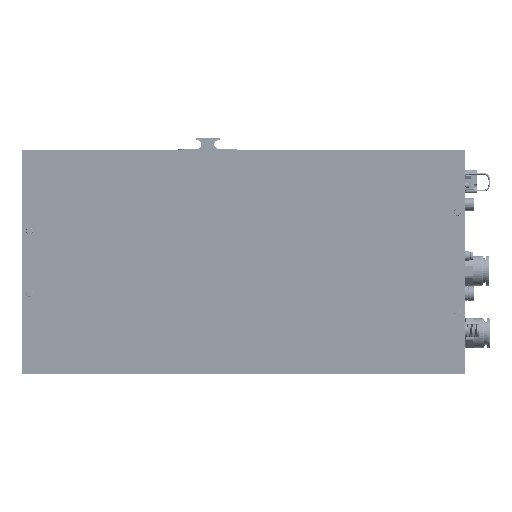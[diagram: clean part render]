
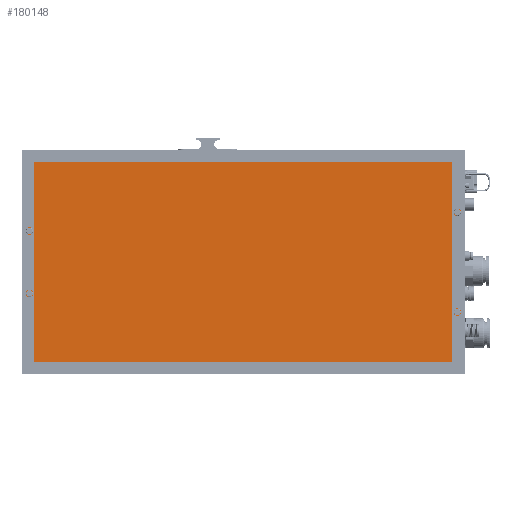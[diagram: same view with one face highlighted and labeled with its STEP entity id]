
A CAD part, left-side view. The second image highlights one B-rep face of the part: STEP entity #180148.
In plain terms, the highlighted planar face has unit normal (-1, 0, 0).
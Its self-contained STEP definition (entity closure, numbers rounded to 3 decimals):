
#7462=VECTOR('',#105778,1.);
#7466=VECTOR('',#105784,1.);
#7469=VECTOR('',#105789,1.);
#7472=VECTOR('',#105794,1.);
#7475=VECTOR('',#105799,1.);
#7478=VECTOR('',#105804,1.);
#7481=VECTOR('',#105809,1.);
#7484=VECTOR('',#105814,1.);
#7487=VECTOR('',#105819,1.);
#7490=VECTOR('',#105824,1.);
#7492=VECTOR('',#105828,1.);
#7495=VECTOR('',#105833,1.);
#7496=VECTOR('',#105834,1.);
#7497=VECTOR('',#105835,1.);
#7498=VECTOR('',#105836,1.);
#7499=VECTOR('',#105837,1.);
#7500=VECTOR('',#105838,1.);
#7501=VECTOR('',#105839,1.);
#7502=VECTOR('',#105840,1.);
#7503=VECTOR('',#105841,1.);
#7504=VECTOR('',#105842,1.);
#7505=VECTOR('',#105843,1.);
#13539=LINE('',#159504,#7462);
#13543=LINE('',#159511,#7466);
#13546=LINE('',#159517,#7469);
#13549=LINE('',#159523,#7472);
#13552=LINE('',#159529,#7475);
#13555=LINE('',#159535,#7478);
#13558=LINE('',#159541,#7481);
#13561=LINE('',#159547,#7484);
#13564=LINE('',#159553,#7487);
#13567=LINE('',#159559,#7490);
#13569=LINE('',#159563,#7492);
#13572=LINE('',#159570,#7495);
#13573=LINE('',#159572,#7496);
#13574=LINE('',#159574,#7497);
#13575=LINE('',#159576,#7498);
#13576=LINE('',#159578,#7499);
#13577=LINE('',#159580,#7500);
#13578=LINE('',#159582,#7501);
#13579=LINE('',#159584,#7502);
#13580=LINE('',#159585,#7503);
#13581=LINE('',#159587,#7504);
#13582=LINE('',#159588,#7505);
#16722=PLANE('',#171843);
#39694=ORIENTED_EDGE('',*,*,#67582,.T.);
#39695=ORIENTED_EDGE('',*,*,#67583,.F.);
#39696=ORIENTED_EDGE('',*,*,#67584,.F.);
#39697=ORIENTED_EDGE('',*,*,#67585,.T.);
#39698=ORIENTED_EDGE('',*,*,#67586,.T.);
#39699=ORIENTED_EDGE('',*,*,#67587,.F.);
#39700=ORIENTED_EDGE('',*,*,#67588,.F.);
#39701=ORIENTED_EDGE('',*,*,#67589,.T.);
#39702=ORIENTED_EDGE('',*,*,#67590,.T.);
#39703=ORIENTED_EDGE('',*,*,#67549,.T.);
#39704=ORIENTED_EDGE('',*,*,#67553,.T.);
#39705=ORIENTED_EDGE('',*,*,#67556,.F.);
#39706=ORIENTED_EDGE('',*,*,#67559,.T.);
#39707=ORIENTED_EDGE('',*,*,#67562,.T.);
#39708=ORIENTED_EDGE('',*,*,#67565,.T.);
#39709=ORIENTED_EDGE('',*,*,#67568,.F.);
#39710=ORIENTED_EDGE('',*,*,#67571,.T.);
#39711=ORIENTED_EDGE('',*,*,#67574,.T.);
#39712=ORIENTED_EDGE('',*,*,#67577,.T.);
#39713=ORIENTED_EDGE('',*,*,#67579,.T.);
#39714=ORIENTED_EDGE('',*,*,#67591,.T.);
#39715=ORIENTED_EDGE('',*,*,#67592,.T.);
#39716=ORIENTED_EDGE('',*,*,#67593,.T.);
#39717=ORIENTED_EDGE('',*,*,#67594,.F.);
#39718=ORIENTED_EDGE('',*,*,#67595,.F.);
#39719=ORIENTED_EDGE('',*,*,#67596,.T.);
#47153=CIRCLE('',#171844,1.7);
#47154=CIRCLE('',#171845,1.7);
#47155=CIRCLE('',#171846,1.7);
#47156=CIRCLE('',#171847,1.7);
#55279=VERTEX_POINT('',#159500);
#55281=VERTEX_POINT('',#159503);
#55282=VERTEX_POINT('',#159508);
#55284=VERTEX_POINT('',#159514);
#55286=VERTEX_POINT('',#159520);
#55288=VERTEX_POINT('',#159526);
#55290=VERTEX_POINT('',#159532);
#55292=VERTEX_POINT('',#159538);
#55294=VERTEX_POINT('',#159544);
#55296=VERTEX_POINT('',#159550);
#55298=VERTEX_POINT('',#159556);
#55300=VERTEX_POINT('',#159562);
#55302=VERTEX_POINT('',#159568);
#55303=VERTEX_POINT('',#159569);
#55304=VERTEX_POINT('',#159571);
#55305=VERTEX_POINT('',#159573);
#55306=VERTEX_POINT('',#159575);
#55307=VERTEX_POINT('',#159577);
#55308=VERTEX_POINT('',#159579);
#55309=VERTEX_POINT('',#159581);
#55310=VERTEX_POINT('',#159583);
#55311=VERTEX_POINT('',#159586);
#55312=VERTEX_POINT('',#159589);
#55313=VERTEX_POINT('',#159591);
#55314=VERTEX_POINT('',#159593);
#55315=VERTEX_POINT('',#159595);
#67549=EDGE_CURVE('',#55281,#55279,#13539,.T.);
#67553=EDGE_CURVE('',#55279,#55282,#13543,.T.);
#67556=EDGE_CURVE('',#55284,#55282,#13546,.T.);
#67559=EDGE_CURVE('',#55284,#55286,#13549,.T.);
#67562=EDGE_CURVE('',#55286,#55288,#13552,.T.);
#67565=EDGE_CURVE('',#55288,#55290,#13555,.T.);
#67568=EDGE_CURVE('',#55292,#55290,#13558,.T.);
#67571=EDGE_CURVE('',#55292,#55294,#13561,.T.);
#67574=EDGE_CURVE('',#55294,#55296,#13564,.T.);
#67577=EDGE_CURVE('',#55296,#55298,#13567,.T.);
#67579=EDGE_CURVE('',#55298,#55300,#13569,.T.);
#67582=EDGE_CURVE('',#55302,#55303,#13572,.T.);
#67583=EDGE_CURVE('',#55304,#55303,#13573,.T.);
#67584=EDGE_CURVE('',#55305,#55304,#13574,.T.);
#67585=EDGE_CURVE('',#55305,#55306,#13575,.T.);
#67586=EDGE_CURVE('',#55306,#55307,#13576,.T.);
#67587=EDGE_CURVE('',#55308,#55307,#13577,.T.);
#67588=EDGE_CURVE('',#55309,#55308,#13578,.T.);
#67589=EDGE_CURVE('',#55309,#55310,#13579,.T.);
#67590=EDGE_CURVE('',#55310,#55281,#13580,.T.);
#67591=EDGE_CURVE('',#55300,#55311,#13581,.T.);
#67592=EDGE_CURVE('',#55311,#55302,#13582,.T.);
#67593=EDGE_CURVE('',#55312,#55312,#47153,.T.);
#67594=EDGE_CURVE('',#55313,#55313,#47154,.T.);
#67595=EDGE_CURVE('',#55314,#55314,#47155,.T.);
#67596=EDGE_CURVE('',#55315,#55315,#47156,.T.);
#75085=EDGE_LOOP('',(#39694,#39695,#39696,#39697,#39698,#39699,#39700,#39701,
#39702,#39703,#39704,#39705,#39706,#39707,#39708,#39709,#39710,#39711,#39712,
#39713,#39714,#39715));
#75086=EDGE_LOOP('',(#39716));
#75087=EDGE_LOOP('',(#39717));
#75088=EDGE_LOOP('',(#39718));
#75089=EDGE_LOOP('',(#39719));
#82200=FACE_BOUND('',#75085,.T.);
#82201=FACE_BOUND('',#75086,.T.);
#82202=FACE_BOUND('',#75087,.T.);
#82203=FACE_BOUND('',#75088,.T.);
#82204=FACE_BOUND('',#75089,.T.);
#105778=DIRECTION('',(0.,340.,0.));
#105784=DIRECTION('',(0.,0.,-53.7));
#105789=DIRECTION('',(0.,-5.,0.));
#105794=DIRECTION('',(0.,0.,-7.6));
#105799=DIRECTION('',(0.,-5.,0.));
#105804=DIRECTION('',(0.,0.,-42.4));
#105809=DIRECTION('',(0.,-5.,0.));
#105814=DIRECTION('',(0.,0.,-7.6));
#105819=DIRECTION('',(0.,-5.,0.));
#105824=DIRECTION('',(0.,0.,-53.7));
#105828=DIRECTION('',(0.,-2.5,0.));
#105831=DIRECTION('',(-1.,0.,0.));
#105832=DIRECTION('',(0.,1.,0.));
#105833=DIRECTION('',(0.,0.,38.7));
#105834=DIRECTION('',(0.,5.,0.));
#105835=DIRECTION('',(0.,0.,-7.6));
#105836=DIRECTION('',(0.,5.,0.));
#105837=DIRECTION('',(0.,0.,72.4));
#105838=DIRECTION('',(0.,5.,0.));
#105839=DIRECTION('',(0.,0.,-7.6));
#105840=DIRECTION('',(0.,5.,0.));
#105841=DIRECTION('',(0.,0.,38.7));
#105842=DIRECTION('',(0.,-335.,0.));
#105843=DIRECTION('',(0.,-2.5,0.));
#105844=DIRECTION('',(1.,0.,0.));
#105845=DIRECTION('',(0.,0.,-1.7));
#105846=DIRECTION('',(-1.,0.,0.));
#105847=DIRECTION('',(0.,0.,-1.7));
#105848=DIRECTION('',(-1.,0.,0.));
#105849=DIRECTION('',(0.,0.,-1.7));
#105850=DIRECTION('',(1.,0.,0.));
#105851=DIRECTION('',(0.,0.,-1.7));
#159500=CARTESIAN_POINT('',(-0.3,347.5,167.5));
#159503=CARTESIAN_POINT('',(-0.3,7.5,167.5));
#159504=CARTESIAN_POINT('',(-0.3,7.5,167.5));
#159508=CARTESIAN_POINT('',(-0.3,347.5,113.8));
#159511=CARTESIAN_POINT('',(-0.3,347.5,167.5));
#159514=CARTESIAN_POINT('',(-0.3,352.5,113.8));
#159517=CARTESIAN_POINT('',(-0.3,352.5,113.8));
#159520=CARTESIAN_POINT('',(-0.3,352.5,106.2));
#159523=CARTESIAN_POINT('',(-0.3,352.5,113.8));
#159526=CARTESIAN_POINT('',(-0.3,347.5,106.2));
#159529=CARTESIAN_POINT('',(-0.3,352.5,106.2));
#159532=CARTESIAN_POINT('',(-0.3,347.5,63.8));
#159535=CARTESIAN_POINT('',(-0.3,347.5,106.2));
#159538=CARTESIAN_POINT('',(-0.3,352.5,63.8));
#159541=CARTESIAN_POINT('',(-0.3,352.5,63.8));
#159544=CARTESIAN_POINT('',(-0.3,352.5,56.2));
#159547=CARTESIAN_POINT('',(-0.3,352.5,63.8));
#159550=CARTESIAN_POINT('',(-0.3,347.5,56.2));
#159553=CARTESIAN_POINT('',(-0.3,352.5,56.2));
#159556=CARTESIAN_POINT('',(-0.3,347.5,2.5));
#159559=CARTESIAN_POINT('',(-0.3,347.5,56.2));
#159562=CARTESIAN_POINT('',(-0.3,345.,2.5));
#159563=CARTESIAN_POINT('',(-0.3,347.5,2.5));
#159567=CARTESIAN_POINT('',(-0.3,7.5,2.5));
#159568=CARTESIAN_POINT('',(-0.3,7.5,2.5));
#159569=CARTESIAN_POINT('',(-0.3,7.5,41.2));
#159570=CARTESIAN_POINT('',(-0.3,7.5,2.5));
#159571=CARTESIAN_POINT('',(-0.3,2.5,41.2));
#159572=CARTESIAN_POINT('',(-0.3,2.5,41.2));
#159573=CARTESIAN_POINT('',(-0.3,2.5,48.8));
#159574=CARTESIAN_POINT('',(-0.3,2.5,48.8));
#159575=CARTESIAN_POINT('',(-0.3,7.5,48.8));
#159576=CARTESIAN_POINT('',(-0.3,2.5,48.8));
#159577=CARTESIAN_POINT('',(-0.3,7.5,121.2));
#159578=CARTESIAN_POINT('',(-0.3,7.5,48.8));
#159579=CARTESIAN_POINT('',(-0.3,2.5,121.2));
#159580=CARTESIAN_POINT('',(-0.3,2.5,121.2));
#159581=CARTESIAN_POINT('',(-0.3,2.5,128.8));
#159582=CARTESIAN_POINT('',(-0.3,2.5,128.8));
#159583=CARTESIAN_POINT('',(-0.3,7.5,128.8));
#159584=CARTESIAN_POINT('',(-0.3,2.5,128.8));
#159585=CARTESIAN_POINT('',(-0.3,7.5,128.8));
#159586=CARTESIAN_POINT('',(-0.3,10.,2.5));
#159587=CARTESIAN_POINT('',(-0.3,345.,2.5));
#159588=CARTESIAN_POINT('',(-0.3,10.,2.5));
#159589=CARTESIAN_POINT('',(-0.3,349.,108.3));
#159590=CARTESIAN_POINT('',(-0.3,349.,110.));
#159591=CARTESIAN_POINT('',(-0.3,6.,43.3));
#159592=CARTESIAN_POINT('',(-0.3,6.,45.));
#159593=CARTESIAN_POINT('',(-0.3,6.,123.3));
#159594=CARTESIAN_POINT('',(-0.3,6.,125.));
#159595=CARTESIAN_POINT('',(-0.3,349.,58.3));
#159596=CARTESIAN_POINT('',(-0.3,349.,60.));
#171843=AXIS2_PLACEMENT_3D('',#159567,#105831,#105832);
#171844=AXIS2_PLACEMENT_3D('',#159590,#105844,#105845);
#171845=AXIS2_PLACEMENT_3D('',#159592,#105846,#105847);
#171846=AXIS2_PLACEMENT_3D('',#159594,#105848,#105849);
#171847=AXIS2_PLACEMENT_3D('',#159596,#105850,#105851);
#180148=ADVANCED_FACE('',(#82200,#82201,#82202,#82203,#82204),#16722,.T.);
